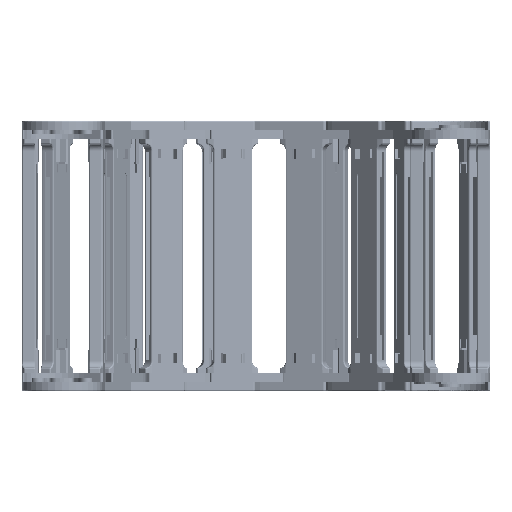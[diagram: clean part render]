
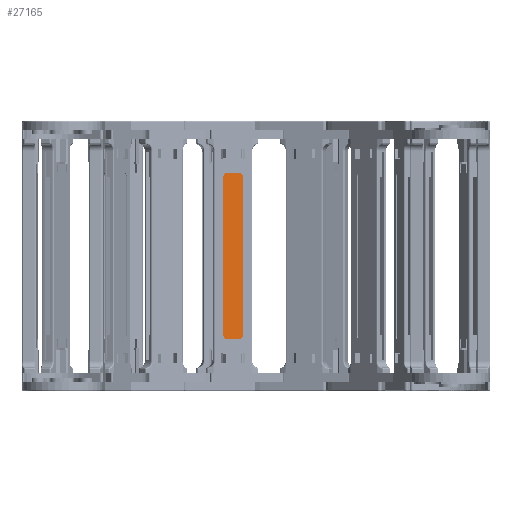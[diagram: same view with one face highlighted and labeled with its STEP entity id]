
A CAD part, left-side view. The second image highlights one B-rep face of the part: STEP entity #27165.
In plain terms, the highlighted face is planar.
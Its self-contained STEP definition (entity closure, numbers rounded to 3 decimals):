
#847 = CARTESIAN_POINT ( 'NONE',  ( -76.715, 30.497, -148.324 ) ) ;
#1602 = VECTOR ( 'NONE', #8237, 1000. ) ;
#2070 = EDGE_CURVE ( 'NONE', #4604, #8941, #29735, .T. ) ;
#3631 = ORIENTED_EDGE ( 'NONE', *, *, #7608, .F. ) ;
#3911 = VECTOR ( 'NONE', #18509, 1000. ) ;
#4253 = AXIS2_PLACEMENT_3D ( 'NONE', #4940, #24149, #7805 ) ;
#4287 = VECTOR ( 'NONE', #12180, 1000. ) ;
#4604 = VERTEX_POINT ( 'NONE', #6650 ) ;
#4736 = LINE ( 'NONE', #21212, #3911 ) ;
#4940 = CARTESIAN_POINT ( 'NONE',  ( -66.655, 30.497, -145.809 ) ) ;
#4992 = CARTESIAN_POINT ( 'NONE',  ( -76.715, 30.497, -22.151 ) ) ;
#5073 = CARTESIAN_POINT ( 'NONE',  ( -64.14, 30.497, -145.809 ) ) ;
#5665 = CARTESIAN_POINT ( 'NONE',  ( -79.23, 30.497, -145.809 ) ) ;
#5712 = PLANE ( 'NONE',  #14412 ) ;
#5798 = AXIS2_PLACEMENT_3D ( 'NONE', #19565, #16701, #14185 ) ;
#6650 = CARTESIAN_POINT ( 'NONE',  ( -66.655, 30.497, -19.636 ) ) ;
#6854 = VERTEX_POINT ( 'NONE', #13176 ) ;
#7107 = CIRCLE ( 'NONE', #5798, 2.515 ) ;
#7389 = CIRCLE ( 'NONE', #27595, 2.515 ) ;
#7608 = EDGE_CURVE ( 'NONE', #20333, #31457, #4736, .T. ) ;
#7623 = DIRECTION ( 'NONE',  ( 0., 0., 1. ) ) ;
#7678 = LINE ( 'NONE', #847, #4287 ) ;
#7805 = DIRECTION ( 'NONE',  ( 0., 0., -1. ) ) ;
#8135 = CARTESIAN_POINT ( 'NONE',  ( -76.715, 30.497, -145.789 ) ) ;
#8205 = FACE_OUTER_BOUND ( 'NONE', #32733, .T. ) ;
#8237 = DIRECTION ( 'NONE',  ( -1., 0., 0. ) ) ;
#8941 = VERTEX_POINT ( 'NONE', #32847 ) ;
#9126 = LINE ( 'NONE', #19132, #29632 ) ;
#9343 = ORIENTED_EDGE ( 'NONE', *, *, #11787, .F. ) ;
#10643 = CARTESIAN_POINT ( 'NONE',  ( -79.23, 30.497, -22.151 ) ) ;
#10659 = DIRECTION ( 'NONE',  ( 0., 0., 1. ) ) ;
#11236 = CARTESIAN_POINT ( 'NONE',  ( -76.715, 30.497, -19.636 ) ) ;
#11480 = EDGE_CURVE ( 'NONE', #12516, #4604, #7107, .T. ) ;
#11787 = EDGE_CURVE ( 'NONE', #6854, #27805, #19117, .T. ) ;
#12180 = DIRECTION ( 'NONE',  ( 1., 0., 0. ) ) ;
#12516 = VERTEX_POINT ( 'NONE', #33833 ) ;
#13176 = CARTESIAN_POINT ( 'NONE',  ( -66.655, 30.497, -148.324 ) ) ;
#13530 = DIRECTION ( 'NONE',  ( 0., -1., 0. ) ) ;
#14146 = EDGE_CURVE ( 'NONE', #8941, #20333, #7389, .T. ) ;
#14185 = DIRECTION ( 'NONE',  ( 0., 0., 1. ) ) ;
#14412 = AXIS2_PLACEMENT_3D ( 'NONE', #8135, #13530, #27216 ) ;
#15398 = DIRECTION ( 'NONE',  ( 0., 0., 1. ) ) ;
#16042 = EDGE_CURVE ( 'NONE', #24320, #6854, #7678, .T. ) ;
#16701 = DIRECTION ( 'NONE',  ( 0., -1., 0. ) ) ;
#17175 = ORIENTED_EDGE ( 'NONE', *, *, #17803, .F. ) ;
#17803 = EDGE_CURVE ( 'NONE', #27805, #12516, #9126, .T. ) ;
#18379 = DIRECTION ( 'NONE',  ( 0., -1., 0. ) ) ;
#18509 = DIRECTION ( 'NONE',  ( 0., 0., -1. ) ) ;
#18591 = AXIS2_PLACEMENT_3D ( 'NONE', #23569, #18379, #15398 ) ;
#19019 = ORIENTED_EDGE ( 'NONE', *, *, #16042, .F. ) ;
#19080 = ORIENTED_EDGE ( 'NONE', *, *, #2070, .F. ) ;
#19117 = CIRCLE ( 'NONE', #4253, 2.515 ) ;
#19132 = CARTESIAN_POINT ( 'NONE',  ( -64.14, 30.497, -145.789 ) ) ;
#19565 = CARTESIAN_POINT ( 'NONE',  ( -66.655, 30.497, -22.151 ) ) ;
#20333 = VERTEX_POINT ( 'NONE', #10643 ) ;
#21212 = CARTESIAN_POINT ( 'NONE',  ( -79.23, 30.497, -145.789 ) ) ;
#23569 = CARTESIAN_POINT ( 'NONE',  ( -76.715, 30.497, -145.809 ) ) ;
#24149 = DIRECTION ( 'NONE',  ( 0., -1., 0. ) ) ;
#24320 = VERTEX_POINT ( 'NONE', #31658 ) ;
#24424 = DIRECTION ( 'NONE',  ( 0., -1., 0. ) ) ;
#25147 = CIRCLE ( 'NONE', #18591, 2.515 ) ;
#27165 = ADVANCED_FACE ( 'NONE', ( #8205 ), #5712, .F. ) ;
#27216 = DIRECTION ( 'NONE',  ( 0., 0., 1. ) ) ;
#27595 = AXIS2_PLACEMENT_3D ( 'NONE', #4992, #24424, #7623 ) ;
#27805 = VERTEX_POINT ( 'NONE', #5073 ) ;
#27980 = ORIENTED_EDGE ( 'NONE', *, *, #29792, .F. ) ;
#29632 = VECTOR ( 'NONE', #10659, 1000. ) ;
#29735 = LINE ( 'NONE', #11236, #1602 ) ;
#29792 = EDGE_CURVE ( 'NONE', #31457, #24320, #25147, .T. ) ;
#31188 = ORIENTED_EDGE ( 'NONE', *, *, #14146, .F. ) ;
#31457 = VERTEX_POINT ( 'NONE', #5665 ) ;
#31658 = CARTESIAN_POINT ( 'NONE',  ( -76.715, 30.497, -148.324 ) ) ;
#32733 = EDGE_LOOP ( 'NONE', ( #3631, #31188, #19080, #33158, #17175, #9343, #19019, #27980 ) ) ;
#32847 = CARTESIAN_POINT ( 'NONE',  ( -76.715, 30.497, -19.636 ) ) ;
#33158 = ORIENTED_EDGE ( 'NONE', *, *, #11480, .F. ) ;
#33833 = CARTESIAN_POINT ( 'NONE',  ( -64.14, 30.497, -22.151 ) ) ;
